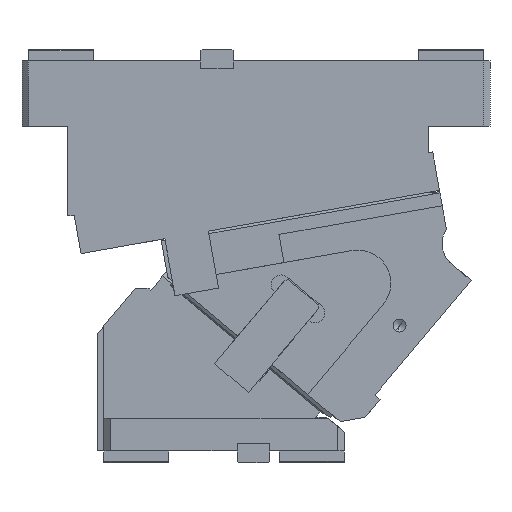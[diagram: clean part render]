
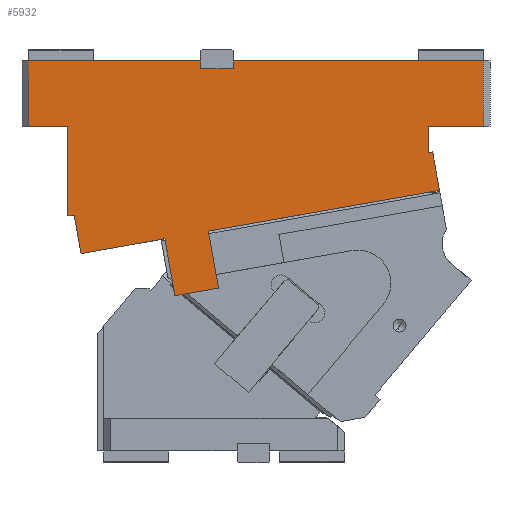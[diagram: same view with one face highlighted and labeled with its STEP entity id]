
A CAD part, front view. The second image highlights one B-rep face of the part: STEP entity #5932.
In plain terms, the highlighted planar face has unit normal (0, -1, 0).
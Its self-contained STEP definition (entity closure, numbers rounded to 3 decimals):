
#61=CARTESIAN_POINT('Vertex',(143.386,-125.,-130.829)) ;
#66=CARTESIAN_POINT('Line Origine',(147.25,-125.,-152.741)) ;
#70=CARTESIAN_POINT('Vertex',(151.114,-125.,-174.653)) ;
#196=CARTESIAN_POINT('Vertex',(117.63,-125.,-180.557)) ;
#199=CARTESIAN_POINT('Line Origine',(134.372,-125.,-177.605)) ;
#222=CARTESIAN_POINT('Vertex',(45.398,-125.,-148.107)) ;
#299=CARTESIAN_POINT('Vertex',(321.144,-125.,-99.486)) ;
#302=CARTESIAN_POINT('Line Origine',(232.265,-125.,-115.158)) ;
#311=CARTESIAN_POINT('Vertex',(109.903,-125.,-136.734)) ;
#314=CARTESIAN_POINT('Line Origine',(77.65,-125.,-142.42)) ;
#472=CARTESIAN_POINT('Line Origine',(113.767,-125.,-158.645)) ;
#491=CARTESIAN_POINT('Line Origine',(42.793,-125.,-133.335)) ;
#495=CARTESIAN_POINT('Vertex',(40.189,-125.,-118.563)) ;
#571=CARTESIAN_POINT('Line Origine',(38.95,-125.,-118.782)) ;
#575=CARTESIAN_POINT('Vertex',(37.711,-125.,-119.)) ;
#610=CARTESIAN_POINT('Line Origine',(36.356,-125.,-119.)) ;
#614=CARTESIAN_POINT('Vertex',(35.,-125.,-119.)) ;
#634=CARTESIAN_POINT('Line Origine',(35.,-125.,-84.5)) ;
#638=CARTESIAN_POINT('Vertex',(35.,-125.,-50.)) ;
#708=CARTESIAN_POINT('Vertex',(5.,-125.,-50.)) ;
#825=CARTESIAN_POINT('Line Origine',(20.,-125.,-50.)) ;
#921=CARTESIAN_POINT('Line Origine',(5.,-125.,-25.)) ;
#925=CARTESIAN_POINT('Vertex',(5.,-125.,0.)) ;
#1109=CARTESIAN_POINT('Line Origine',(71.25,-125.,0.)) ;
#1113=CARTESIAN_POINT('Vertex',(137.5,-125.,0.)) ;
#1229=CARTESIAN_POINT('Line Origine',(137.5,-125.,-3.)) ;
#1233=CARTESIAN_POINT('Vertex',(137.5,-125.,-6.)) ;
#1266=CARTESIAN_POINT('Vertex',(162.5,-125.,-6.)) ;
#1274=CARTESIAN_POINT('Line Origine',(150.,-125.,-6.)) ;
#1297=CARTESIAN_POINT('Vertex',(162.5,-125.,0.)) ;
#1305=CARTESIAN_POINT('Line Origine',(162.5,-125.,-3.)) ;
#1350=CARTESIAN_POINT('Line Origine',(258.75,-125.,0.)) ;
#1354=CARTESIAN_POINT('Vertex',(355.,-125.,0.)) ;
#1606=CARTESIAN_POINT('Line Origine',(355.,-125.,-25.)) ;
#1610=CARTESIAN_POINT('Vertex',(355.,-125.,-50.)) ;
#1632=CARTESIAN_POINT('Line Origine',(333.75,-125.,-50.)) ;
#1636=CARTESIAN_POINT('Vertex',(312.5,-125.,-50.)) ;
#1726=CARTESIAN_POINT('Line Origine',(312.5,-125.,-60.274)) ;
#1730=CARTESIAN_POINT('Vertex',(312.5,-125.,-70.547)) ;
#1780=CARTESIAN_POINT('Line Origine',(314.217,-125.,-70.245)) ;
#1784=CARTESIAN_POINT('Vertex',(315.935,-125.,-69.942)) ;
#1817=CARTESIAN_POINT('Line Origine',(318.539,-125.,-84.714)) ;
#5904=CARTESIAN_POINT('Axis2P3D Location',(0.,-125.,0.)) ;
#67=DIRECTION('Vector Direction',(-0.174,0.,0.985)) ;
#200=DIRECTION('Vector Direction',(0.985,0.,0.174)) ;
#303=DIRECTION('Vector Direction',(-0.985,0.,-0.174)) ;
#315=DIRECTION('Vector Direction',(-0.985,0.,-0.174)) ;
#473=DIRECTION('Vector Direction',(-0.174,0.,0.985)) ;
#492=DIRECTION('Vector Direction',(-0.174,0.,0.985)) ;
#572=DIRECTION('Vector Direction',(-0.985,0.,-0.174)) ;
#611=DIRECTION('Vector Direction',(-1.,0.,0.)) ;
#635=DIRECTION('Vector Direction',(0.,0.,-1.)) ;
#826=DIRECTION('Vector Direction',(1.,0.,0.)) ;
#922=DIRECTION('Vector Direction',(0.,0.,-1.)) ;
#1110=DIRECTION('Vector Direction',(1.,0.,0.)) ;
#1230=DIRECTION('Vector Direction',(0.,0.,1.)) ;
#1275=DIRECTION('Vector Direction',(1.,0.,0.)) ;
#1306=DIRECTION('Vector Direction',(0.,0.,-1.)) ;
#1351=DIRECTION('Vector Direction',(1.,0.,0.)) ;
#1607=DIRECTION('Vector Direction',(0.,0.,1.)) ;
#1633=DIRECTION('Vector Direction',(-1.,0.,0.)) ;
#1727=DIRECTION('Vector Direction',(0.,0.,-1.)) ;
#1781=DIRECTION('Vector Direction',(0.985,0.,0.174)) ;
#1818=DIRECTION('Vector Direction',(0.174,0.,-0.985)) ;
#5905=DIRECTION('Axis2P3D Direction',(0.,1.,0.)) ;
#5906=DIRECTION('Axis2P3D XDirection',(0.,0.,1.)) ;
#5907=AXIS2_PLACEMENT_3D('Plane Axis2P3D',#5904,#5905,#5906) ;
#5910=ORIENTED_EDGE('',*,*,#306,.T.) ;
#5911=ORIENTED_EDGE('',*,*,#1821,.T.) ;
#5912=ORIENTED_EDGE('',*,*,#1786,.T.) ;
#5913=ORIENTED_EDGE('',*,*,#1732,.F.) ;
#5914=ORIENTED_EDGE('',*,*,#1638,.F.) ;
#5915=ORIENTED_EDGE('',*,*,#1612,.T.) ;
#5916=ORIENTED_EDGE('',*,*,#1356,.F.) ;
#5917=ORIENTED_EDGE('',*,*,#1309,.T.) ;
#5918=ORIENTED_EDGE('',*,*,#1278,.F.) ;
#5919=ORIENTED_EDGE('',*,*,#1235,.T.) ;
#5920=ORIENTED_EDGE('',*,*,#1115,.F.) ;
#5921=ORIENTED_EDGE('',*,*,#927,.T.) ;
#5922=ORIENTED_EDGE('',*,*,#829,.T.) ;
#5923=ORIENTED_EDGE('',*,*,#640,.T.) ;
#5924=ORIENTED_EDGE('',*,*,#616,.F.) ;
#5925=ORIENTED_EDGE('',*,*,#577,.F.) ;
#5926=ORIENTED_EDGE('',*,*,#497,.T.) ;
#5927=ORIENTED_EDGE('',*,*,#318,.T.) ;
#5928=ORIENTED_EDGE('',*,*,#476,.F.) ;
#5929=ORIENTED_EDGE('',*,*,#203,.T.) ;
#5930=ORIENTED_EDGE('',*,*,#72,.T.) ;
#68=VECTOR('Line Direction',#67,1.) ;
#201=VECTOR('Line Direction',#200,1.) ;
#304=VECTOR('Line Direction',#303,1.) ;
#316=VECTOR('Line Direction',#315,1.) ;
#474=VECTOR('Line Direction',#473,1.) ;
#493=VECTOR('Line Direction',#492,1.) ;
#573=VECTOR('Line Direction',#572,1.) ;
#612=VECTOR('Line Direction',#611,1.) ;
#636=VECTOR('Line Direction',#635,1.) ;
#827=VECTOR('Line Direction',#826,1.) ;
#923=VECTOR('Line Direction',#922,1.) ;
#1111=VECTOR('Line Direction',#1110,1.) ;
#1231=VECTOR('Line Direction',#1230,1.) ;
#1276=VECTOR('Line Direction',#1275,1.) ;
#1307=VECTOR('Line Direction',#1306,1.) ;
#1352=VECTOR('Line Direction',#1351,1.) ;
#1608=VECTOR('Line Direction',#1607,1.) ;
#1634=VECTOR('Line Direction',#1633,1.) ;
#1728=VECTOR('Line Direction',#1727,1.) ;
#1782=VECTOR('Line Direction',#1781,1.) ;
#1819=VECTOR('Line Direction',#1818,1.) ;
#5932=ADVANCED_FACE('CAM HOLDER',(#5931),#5908,.F.) ;
#72=EDGE_CURVE('',#71,#62,#69,.T.) ;
#203=EDGE_CURVE('',#197,#71,#202,.T.) ;
#306=EDGE_CURVE('',#62,#300,#305,.F.) ;
#318=EDGE_CURVE('',#223,#312,#317,.F.) ;
#476=EDGE_CURVE('',#197,#312,#475,.T.) ;
#497=EDGE_CURVE('',#496,#223,#494,.F.) ;
#577=EDGE_CURVE('',#496,#576,#574,.T.) ;
#616=EDGE_CURVE('',#576,#615,#613,.T.) ;
#640=EDGE_CURVE('',#639,#615,#637,.T.) ;
#829=EDGE_CURVE('',#709,#639,#828,.T.) ;
#927=EDGE_CURVE('',#926,#709,#924,.T.) ;
#1115=EDGE_CURVE('',#926,#1114,#1112,.T.) ;
#1235=EDGE_CURVE('',#1234,#1114,#1232,.T.) ;
#1278=EDGE_CURVE('',#1234,#1267,#1277,.T.) ;
#1309=EDGE_CURVE('',#1298,#1267,#1308,.T.) ;
#1356=EDGE_CURVE('',#1298,#1355,#1353,.T.) ;
#1612=EDGE_CURVE('',#1611,#1355,#1609,.T.) ;
#1638=EDGE_CURVE('',#1611,#1637,#1635,.T.) ;
#1732=EDGE_CURVE('',#1637,#1731,#1729,.T.) ;
#1786=EDGE_CURVE('',#1785,#1731,#1783,.F.) ;
#1821=EDGE_CURVE('',#300,#1785,#1820,.F.) ;
#5909=EDGE_LOOP('',(#5910,#5911,#5912,#5913,#5914,#5915,#5916,#5917,#5918,#5919,#5920,#5921,#5922,#5923,#5924,#5925,#5926,#5927,#5928,#5929,#5930)) ;
#5931=FACE_OUTER_BOUND('',#5909,.T.) ;
#69=LINE('Line',#66,#68) ;
#202=LINE('Line',#199,#201) ;
#305=LINE('Line',#302,#304) ;
#317=LINE('Line',#314,#316) ;
#475=LINE('Line',#472,#474) ;
#494=LINE('Line',#491,#493) ;
#574=LINE('Line',#571,#573) ;
#613=LINE('Line',#610,#612) ;
#637=LINE('Line',#634,#636) ;
#828=LINE('Line',#825,#827) ;
#924=LINE('Line',#921,#923) ;
#1112=LINE('Line',#1109,#1111) ;
#1232=LINE('Line',#1229,#1231) ;
#1277=LINE('Line',#1274,#1276) ;
#1308=LINE('Line',#1305,#1307) ;
#1353=LINE('Line',#1350,#1352) ;
#1609=LINE('Line',#1606,#1608) ;
#1635=LINE('Line',#1632,#1634) ;
#1729=LINE('Line',#1726,#1728) ;
#1783=LINE('Line',#1780,#1782) ;
#1820=LINE('Line',#1817,#1819) ;
#5908=PLANE('Plane',#5907) ;
#62=VERTEX_POINT('',#61) ;
#71=VERTEX_POINT('',#70) ;
#197=VERTEX_POINT('',#196) ;
#223=VERTEX_POINT('',#222) ;
#300=VERTEX_POINT('',#299) ;
#312=VERTEX_POINT('',#311) ;
#496=VERTEX_POINT('',#495) ;
#576=VERTEX_POINT('',#575) ;
#615=VERTEX_POINT('',#614) ;
#639=VERTEX_POINT('',#638) ;
#709=VERTEX_POINT('',#708) ;
#926=VERTEX_POINT('',#925) ;
#1114=VERTEX_POINT('',#1113) ;
#1234=VERTEX_POINT('',#1233) ;
#1267=VERTEX_POINT('',#1266) ;
#1298=VERTEX_POINT('',#1297) ;
#1355=VERTEX_POINT('',#1354) ;
#1611=VERTEX_POINT('',#1610) ;
#1637=VERTEX_POINT('',#1636) ;
#1731=VERTEX_POINT('',#1730) ;
#1785=VERTEX_POINT('',#1784) ;
